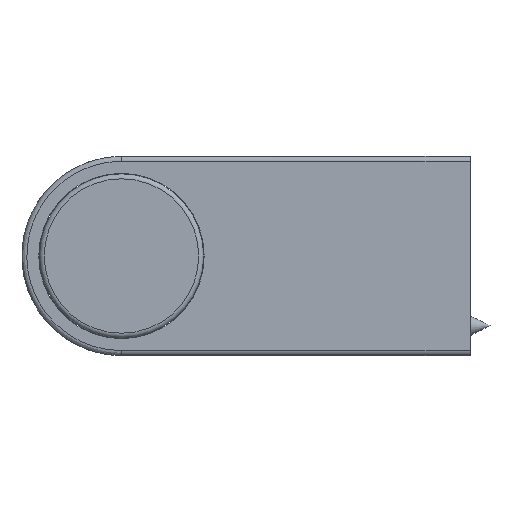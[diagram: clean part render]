
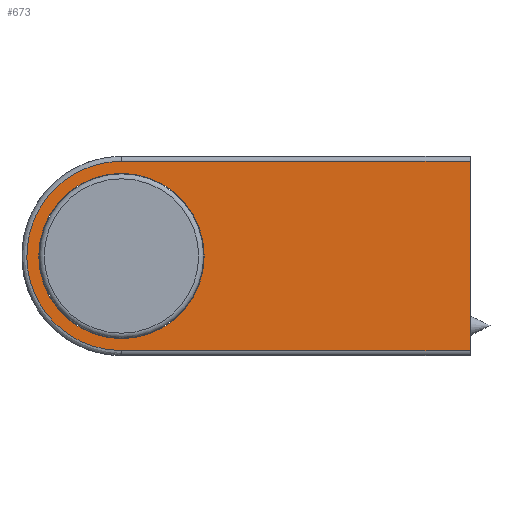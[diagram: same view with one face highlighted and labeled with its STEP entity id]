
A CAD part, left-side view. The second image highlights one B-rep face of the part: STEP entity #673.
In plain terms, the highlighted planar face has unit normal (-1, 0, 0).
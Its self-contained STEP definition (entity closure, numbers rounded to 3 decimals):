
#38=FACE_BOUND('',#156,.T.);
#57=PLANE('',#813);
#78=B_SPLINE_CURVE_WITH_KNOTS('',3,(#1389,#1390,#1391,#1392,#1393,#1394,
#1395,#1396,#1397,#1398,#1399,#1400,#1401,#1402,#1403,#1404,#1405,#1406,
#1407,#1408,#1409,#1410,#1411,#1412,#1413),.UNSPECIFIED.,.F.,.F.,(4,3,3,
3,3,3,3,3,4),(0.,3.731,7.461,11.192,
14.923,18.653,22.384,26.114,29.845),
 .UNSPECIFIED.);
#110=FACE_OUTER_BOUND('',#155,.T.);
#155=EDGE_LOOP('',(#545,#546,#547,#548));
#156=EDGE_LOOP('',(#549));
#186=LINE('',#1207,#227);
#190=LINE('',#1222,#231);
#195=LINE('',#1415,#236);
#227=VECTOR('',#930,10.);
#231=VECTOR('',#940,10.);
#236=VECTOR('',#955,10.);
#272=CIRCLE('',#799,8.3);
#314=VERTEX_POINT('',#1183);
#321=VERTEX_POINT('',#1204);
#322=VERTEX_POINT('',#1206);
#327=VERTEX_POINT('',#1218);
#333=VERTEX_POINT('',#1387);
#385=EDGE_CURVE('',#314,#314,#272,.T.);
#393=EDGE_CURVE('',#322,#321,#186,.T.);
#400=EDGE_CURVE('',#327,#321,#190,.T.);
#411=EDGE_CURVE('',#333,#327,#78,.T.);
#412=EDGE_CURVE('',#322,#333,#195,.T.);
#545=ORIENTED_EDGE('',*,*,#393,.T.);
#546=ORIENTED_EDGE('',*,*,#400,.F.);
#547=ORIENTED_EDGE('',*,*,#411,.F.);
#548=ORIENTED_EDGE('',*,*,#412,.F.);
#549=ORIENTED_EDGE('',*,*,#385,.T.);
#673=ADVANCED_FACE('',(#110,#38),#57,.T.);
#799=AXIS2_PLACEMENT_3D('',#1184,#914,#915);
#813=AXIS2_PLACEMENT_3D('',#1414,#953,#954);
#914=DIRECTION('center_axis',(1.,0.,0.));
#915=DIRECTION('ref_axis',(0.,0.,-1.));
#930=DIRECTION('',(0.,-1.,0.));
#940=DIRECTION('',(0.,0.,-1.));
#953=DIRECTION('center_axis',(-1.,0.,0.));
#954=DIRECTION('ref_axis',(0.,1.,0.));
#955=DIRECTION('',(0.,0.,1.));
#1183=CARTESIAN_POINT('',(604.,32.077,50.3));
#1184=CARTESIAN_POINT('Origin',(604.,32.077,42.));
#1204=CARTESIAN_POINT('',(604.,22.577,7.));
#1206=CARTESIAN_POINT('',(604.,41.577,7.));
#1207=CARTESIAN_POINT('',(604.,16.646,7.));
#1218=CARTESIAN_POINT('',(604.,22.577,42.));
#1222=CARTESIAN_POINT('',(604.,22.577,42.));
#1387=CARTESIAN_POINT('',(604.,41.577,42.));
#1389=CARTESIAN_POINT('Ctrl Pts',(604.,41.577,42.));
#1390=CARTESIAN_POINT('Ctrl Pts',(604.,41.577,43.243));
#1391=CARTESIAN_POINT('Ctrl Pts',(604.,41.33,44.487));
#1392=CARTESIAN_POINT('Ctrl Pts',(604.,40.854,45.636));
#1393=CARTESIAN_POINT('Ctrl Pts',(604.,40.378,46.784));
#1394=CARTESIAN_POINT('Ctrl Pts',(604.,39.674,47.838));
#1395=CARTESIAN_POINT('Ctrl Pts',(604.,38.794,48.718));
#1396=CARTESIAN_POINT('Ctrl Pts',(604.,37.915,49.597));
#1397=CARTESIAN_POINT('Ctrl Pts',(604.,36.861,50.301));
#1398=CARTESIAN_POINT('Ctrl Pts',(604.,35.712,50.777));
#1399=CARTESIAN_POINT('Ctrl Pts',(604.,34.563,51.253));
#1400=CARTESIAN_POINT('Ctrl Pts',(604.,33.32,51.5));
#1401=CARTESIAN_POINT('Ctrl Pts',(604.,32.077,51.5));
#1402=CARTESIAN_POINT('Ctrl Pts',(604.,30.833,51.5));
#1403=CARTESIAN_POINT('Ctrl Pts',(604.,29.59,51.253));
#1404=CARTESIAN_POINT('Ctrl Pts',(604.,28.441,50.777));
#1405=CARTESIAN_POINT('Ctrl Pts',(604.,27.292,50.301));
#1406=CARTESIAN_POINT('Ctrl Pts',(604.,26.238,49.597));
#1407=CARTESIAN_POINT('Ctrl Pts',(604.,25.359,48.718));
#1408=CARTESIAN_POINT('Ctrl Pts',(604.,24.48,47.839));
#1409=CARTESIAN_POINT('Ctrl Pts',(604.,23.775,46.784));
#1410=CARTESIAN_POINT('Ctrl Pts',(604.,23.299,45.636));
#1411=CARTESIAN_POINT('Ctrl Pts',(604.,22.823,44.487));
#1412=CARTESIAN_POINT('Ctrl Pts',(604.,22.576,43.243));
#1413=CARTESIAN_POINT('Ctrl Pts',(604.,22.577,42.));
#1414=CARTESIAN_POINT('Origin',(604.,22.077,0.));
#1415=CARTESIAN_POINT('',(604.,41.577,0.));
